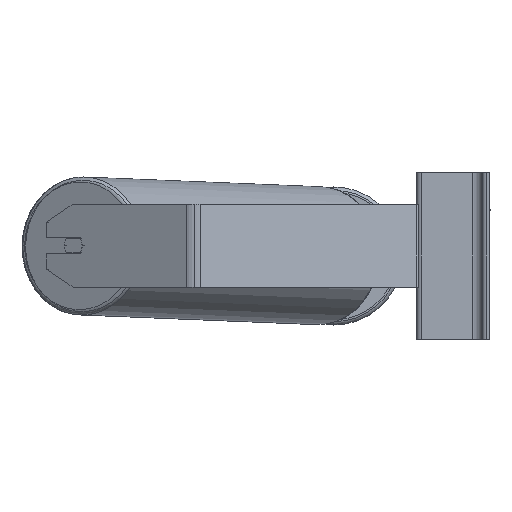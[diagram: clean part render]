
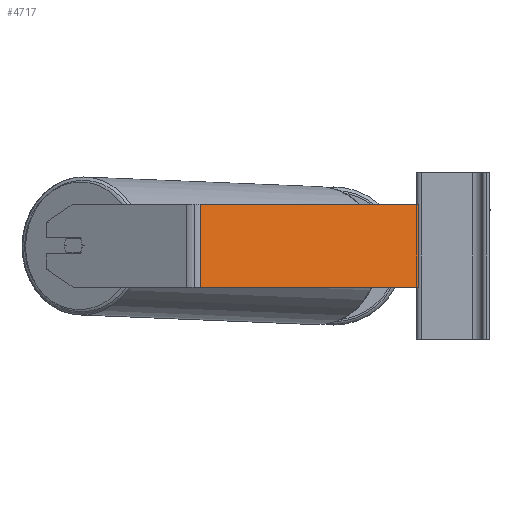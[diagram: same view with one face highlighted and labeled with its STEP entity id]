
A CAD part, left-side view. The second image highlights one B-rep face of the part: STEP entity #4717.
In plain terms, the highlighted planar face has unit normal (-0.94, -0.342, 0).
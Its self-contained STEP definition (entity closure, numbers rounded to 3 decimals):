
#197 = VERTEX_POINT ( 'NONE', #7282 ) ;
#372 = LINE ( 'NONE', #10462, #6086 ) ;
#517 = EDGE_LOOP ( 'NONE', ( #1442, #4605, #9097, #7563 ) ) ;
#1442 = ORIENTED_EDGE ( 'NONE', *, *, #8568, .T. ) ;
#1462 = LINE ( 'NONE', #10392, #4661 ) ;
#1961 = VECTOR ( 'NONE', #2993, 1000. ) ;
#2182 = CARTESIAN_POINT ( 'NONE',  ( -764.121, 226.415, -30. ) ) ;
#2252 = CARTESIAN_POINT ( 'NONE',  ( -766.673, 233.426, -30. ) ) ;
#2957 = AXIS2_PLACEMENT_3D ( 'NONE', #6762, #5198, #5999 ) ;
#2993 = DIRECTION ( 'NONE',  ( 0.342, -0.94, 0. ) ) ;
#3145 = DIRECTION ( 'NONE',  ( 0., 0., -1. ) ) ;
#3165 = DIRECTION ( 'NONE',  ( 0., 0., -1. ) ) ;
#3573 = LINE ( 'NONE', #6861, #1961 ) ;
#3725 = VECTOR ( 'NONE', #7855, 1000. ) ;
#4605 = ORIENTED_EDGE ( 'NONE', *, *, #6403, .F. ) ;
#4661 = VECTOR ( 'NONE', #3145, 1000. ) ;
#4717 = ADVANCED_FACE ( 'NONE', ( #8463 ), #7629, .F. ) ;
#5198 = DIRECTION ( 'NONE',  ( 0.94, 0.342, 0. ) ) ;
#5351 = CARTESIAN_POINT ( 'NONE',  ( -687.518, 15.948, -30. ) ) ;
#5999 = DIRECTION ( 'NONE',  ( -0.342, 0.94, 0. ) ) ;
#6086 = VECTOR ( 'NONE', #3165, 1000. ) ;
#6403 = EDGE_CURVE ( 'NONE', #197, #8077, #1462, .T. ) ;
#6523 = VERTEX_POINT ( 'NONE', #9046 ) ;
#6762 = CARTESIAN_POINT ( 'NONE',  ( -766.673, 233.426, 50. ) ) ;
#6861 = CARTESIAN_POINT ( 'NONE',  ( -766.673, 233.426, 50. ) ) ;
#7282 = CARTESIAN_POINT ( 'NONE',  ( -687.518, 15.948, 50. ) ) ;
#7563 = ORIENTED_EDGE ( 'NONE', *, *, #10232, .T. ) ;
#7629 = PLANE ( 'NONE',  #2957 ) ;
#7855 = DIRECTION ( 'NONE',  ( 0.342, -0.94, 0. ) ) ;
#8077 = VERTEX_POINT ( 'NONE', #5351 ) ;
#8463 = FACE_OUTER_BOUND ( 'NONE', #517, .T. ) ;
#8568 = EDGE_CURVE ( 'NONE', #8974, #8077, #8813, .T. ) ;
#8813 = LINE ( 'NONE', #2252, #3725 ) ;
#8974 = VERTEX_POINT ( 'NONE', #2182 ) ;
#9046 = CARTESIAN_POINT ( 'NONE',  ( -764.121, 226.415, 50. ) ) ;
#9097 = ORIENTED_EDGE ( 'NONE', *, *, #10499, .F. ) ;
#10232 = EDGE_CURVE ( 'NONE', #6523, #8974, #372, .T. ) ;
#10392 = CARTESIAN_POINT ( 'NONE',  ( -687.518, 15.948, 50. ) ) ;
#10462 = CARTESIAN_POINT ( 'NONE',  ( -764.121, 226.415, 50. ) ) ;
#10499 = EDGE_CURVE ( 'NONE', #6523, #197, #3573, .T. ) ;
